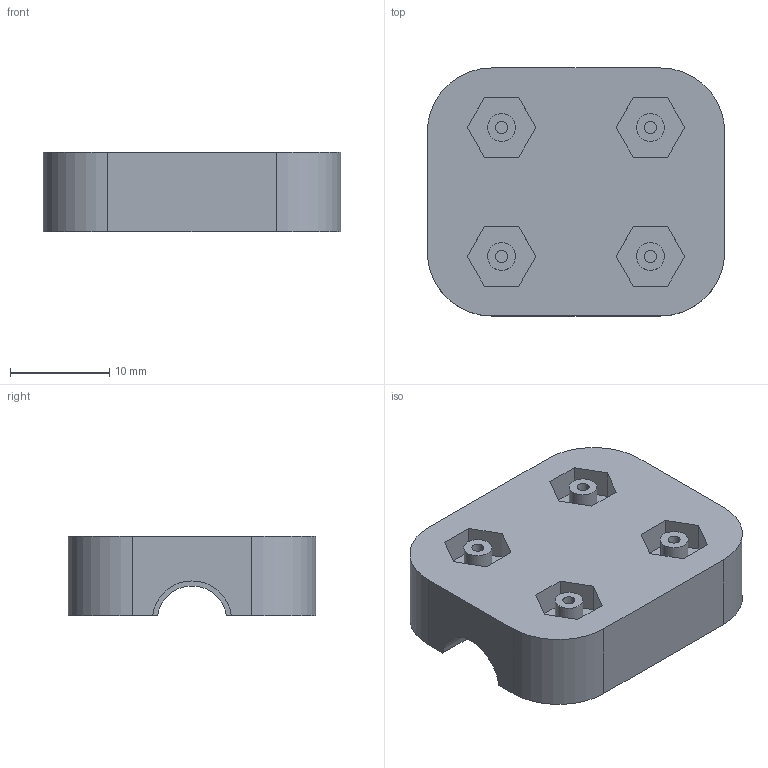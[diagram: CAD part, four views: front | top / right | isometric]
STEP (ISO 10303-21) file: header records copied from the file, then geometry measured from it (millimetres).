
FILE_DESCRIPTION (( 'STEP AP203' ), '1' );
FILE_NAME ('CouplerRightx2.STEP', '2012-07-31T21:01:18', ( '' ), ( '' ), 'SwSTEP 2.0', 'SolidWorks 2012', '' );
FILE_SCHEMA (( 'CONFIG_CONTROL_DESIGN' ));
Length unit declared in the file: millimetre
Products named in the file (1): CouplerRightx2
Bounding box: 30 x 25 x 8 mm (x, y, z)
Volume: 4663.3 mm3; surface area: 2887.9 mm2
Topology: 1 solids, 1 shells, 79 faces, 183 edges, 122 vertices
Faces by surface type: plane 48, cylinder 31
Entity records: 2336 total; most frequent: DIRECTION 405, CARTESIAN_POINT 385, ORIENTED_EDGE 366, EDGE_CURVE 183, AXIS2_PLACEMENT_3D 142, VERTEX_POINT 122, VECTOR 121, LINE 121
